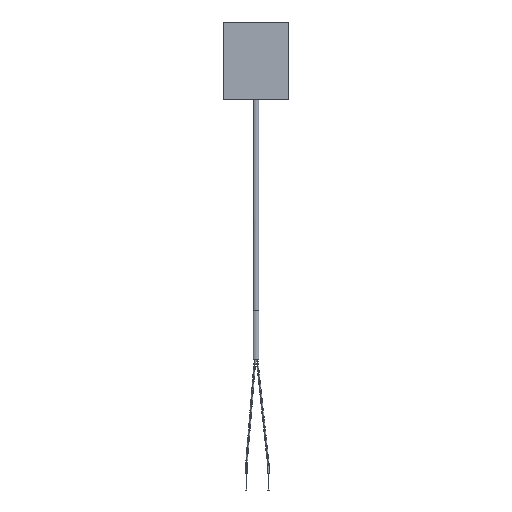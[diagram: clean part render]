
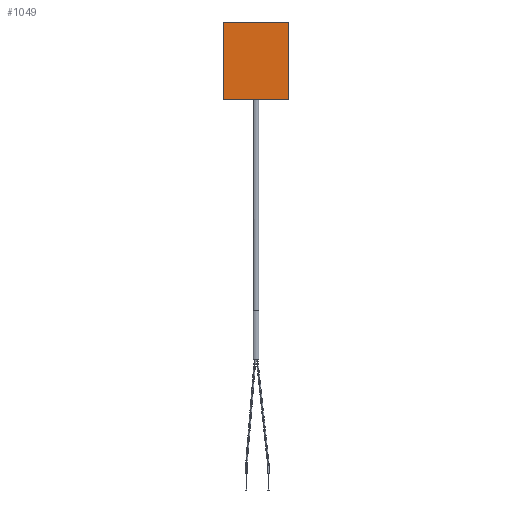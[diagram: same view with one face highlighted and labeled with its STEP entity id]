
A CAD part, left-side view. The second image highlights one B-rep face of the part: STEP entity #1049.
In plain terms, the highlighted planar face has unit normal (-1, 0, 0).
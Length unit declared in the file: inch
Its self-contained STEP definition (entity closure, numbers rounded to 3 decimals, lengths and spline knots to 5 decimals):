
#50 = CARTESIAN_POINT ( 'NONE',  ( -0.02557, 0.5, 5.1875 ) ) ;
#96 = DIRECTION ( 'NONE',  ( 0., 0., -1. ) ) ;
#193 = VECTOR ( 'NONE', #871, 39.37008 ) ;
#249 = DIRECTION ( 'NONE',  ( -1., 0., 0. ) ) ;
#343 = VECTOR ( 'NONE', #1050, 39.37008 ) ;
#377 = CARTESIAN_POINT ( 'NONE',  ( -0.02557, 0., 4.5 ) ) ;
#428 = ORIENTED_EDGE ( 'NONE', *, *, #1677, .T. ) ;
#447 = ORIENTED_EDGE ( 'NONE', *, *, #1807, .T. ) ;
#576 = ORIENTED_EDGE ( 'NONE', *, *, #1360, .F. ) ;
#603 = EDGE_LOOP ( 'NONE', ( #447, #576, #428, #1059 ) ) ;
#632 = CARTESIAN_POINT ( 'NONE',  ( -0.02557, -0.5, 5.1875 ) ) ;
#634 = VECTOR ( 'NONE', #641, 39.37008 ) ;
#641 = DIRECTION ( 'NONE',  ( 0., -1., 0. ) ) ;
#674 = VERTEX_POINT ( 'NONE', #1693 ) ;
#771 = FACE_OUTER_BOUND ( 'NONE', #603, .T. ) ;
#832 = VERTEX_POINT ( 'NONE', #867 ) ;
#867 = CARTESIAN_POINT ( 'NONE',  ( -0.02557, 0.5, 4. ) ) ;
#871 = DIRECTION ( 'NONE',  ( 0., 0., 1. ) ) ;
#884 = LINE ( 'NONE', #50, #343 ) ;
#951 = CARTESIAN_POINT ( 'NONE',  ( -0.02557, 0.5, 4.5 ) ) ;
#961 = EDGE_CURVE ( 'NONE', #832, #674, #1578, .T. ) ;
#976 = PLANE ( 'NONE',  #1202 ) ;
#984 = LINE ( 'NONE', #951, #1317 ) ;
#1049 = ADVANCED_FACE ( 'NONE', ( #771 ), #976, .T. ) ;
#1050 = DIRECTION ( 'NONE',  ( 0., -1., 0. ) ) ;
#1059 = ORIENTED_EDGE ( 'NONE', *, *, #961, .T. ) ;
#1106 = DIRECTION ( 'NONE',  ( 0., 0., 1. ) ) ;
#1157 = CARTESIAN_POINT ( 'NONE',  ( -0.02557, -0.5, 4.5 ) ) ;
#1202 = AXIS2_PLACEMENT_3D ( 'NONE', #377, #249, #1106 ) ;
#1245 = CARTESIAN_POINT ( 'NONE',  ( -0.02557, 0.5, 5.1875 ) ) ;
#1317 = VECTOR ( 'NONE', #96, 39.37008 ) ;
#1321 = VERTEX_POINT ( 'NONE', #632 ) ;
#1360 = EDGE_CURVE ( 'NONE', #1664, #1321, #884, .T. ) ;
#1446 = LINE ( 'NONE', #1157, #193 ) ;
#1578 = LINE ( 'NONE', #1662, #634 ) ;
#1662 = CARTESIAN_POINT ( 'NONE',  ( -0.02557, 0., 4. ) ) ;
#1664 = VERTEX_POINT ( 'NONE', #1245 ) ;
#1677 = EDGE_CURVE ( 'NONE', #1664, #832, #984, .T. ) ;
#1693 = CARTESIAN_POINT ( 'NONE',  ( -0.02557, -0.5, 4. ) ) ;
#1807 = EDGE_CURVE ( 'NONE', #674, #1321, #1446, .T. ) ;
